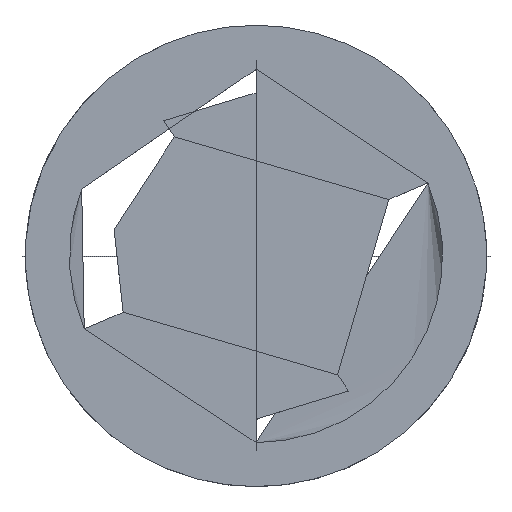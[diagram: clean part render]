
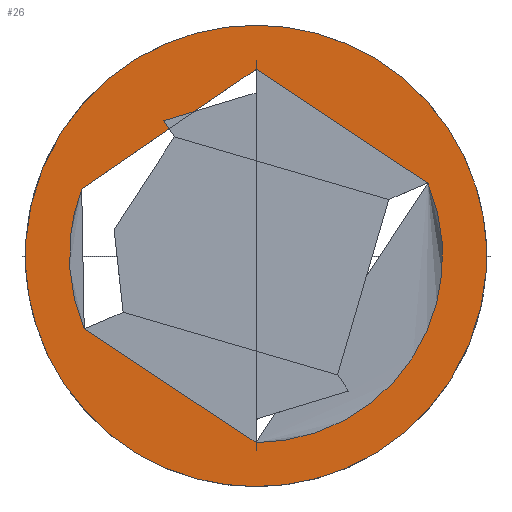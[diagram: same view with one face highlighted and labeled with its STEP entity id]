
A CAD part, top view. The second image highlights one B-rep face of the part: STEP entity #26.
In plain terms, the highlighted planar face has unit normal (0, 0, 1).
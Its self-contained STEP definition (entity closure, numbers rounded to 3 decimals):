
#21=FACE_BOUND('',#167,.T.);
#26=ADVANCED_FACE('',(#96,#21),#905,.T.);
#96=FACE_OUTER_BOUND('',#166,.T.);
#166=EDGE_LOOP('',(#243,#244));
#167=EDGE_LOOP('',(#245,#246,#247,#248,#249));
#243=ORIENTED_EDGE('',*,*,#683,.F.);
#244=ORIENTED_EDGE('',*,*,#565,.F.);
#245=ORIENTED_EDGE('',*,*,#569,.T.);
#246=ORIENTED_EDGE('',*,*,#566,.T.);
#247=ORIENTED_EDGE('',*,*,#568,.T.);
#248=ORIENTED_EDGE('',*,*,#567,.T.);
#249=ORIENTED_EDGE('',*,*,#570,.T.);
#565=EDGE_CURVE('',#798,#868,#973,.T.);
#566=EDGE_CURVE('',#801,#802,#974,.T.);
#567=EDGE_CURVE('',#800,#803,#975,.T.);
#568=EDGE_CURVE('',#802,#800,#976,.T.);
#569=EDGE_CURVE('',#804,#801,#977,.T.);
#570=EDGE_CURVE('',#803,#804,#978,.T.);
#683=EDGE_CURVE('',#868,#798,#1036,.T.);
#798=VERTEX_POINT('',#1628);
#800=VERTEX_POINT('',#1630);
#801=VERTEX_POINT('',#1631);
#802=VERTEX_POINT('',#1632);
#803=VERTEX_POINT('',#1633);
#804=VERTEX_POINT('',#1634);
#868=VERTEX_POINT('',#1698);
#905=PLANE('',#1171);
#973=(
BOUNDED_CURVE()
B_SPLINE_CURVE(2,(#1713,#1714,#1715,#1716,#1717),.UNSPECIFIED.,.F.,.F.)
B_SPLINE_CURVE_WITH_KNOTS((3,2,3),(-130.068,-97.551,
-65.034),.UNSPECIFIED.)
CURVE()
GEOMETRIC_REPRESENTATION_ITEM()
RATIONAL_B_SPLINE_CURVE((1.,0.707,1.,0.707,1.))
REPRESENTATION_ITEM('')
);
#974=(
BOUNDED_CURVE()
B_SPLINE_CURVE(2,(#1718,#1719,#1720,#1721,#1722),.UNSPECIFIED.,.F.,.F.)
B_SPLINE_CURVE_WITH_KNOTS((3,2,3),(-85.324,-78.935,
-65.491),.UNSPECIFIED.)
CURVE()
GEOMETRIC_REPRESENTATION_ITEM()
RATIONAL_B_SPLINE_CURVE((1.,0.983,1.,0.92,1.))
REPRESENTATION_ITEM('')
);
#975=(
BOUNDED_CURVE()
B_SPLINE_CURVE(2,(#1723,#1724,#1725,#1726,#1727),.UNSPECIFIED.,.F.,.F.)
B_SPLINE_CURVE_WITH_KNOTS((3,2,3),(-32.701,-26.312,
-12.862),.UNSPECIFIED.)
CURVE()
GEOMETRIC_REPRESENTATION_ITEM()
RATIONAL_B_SPLINE_CURVE((1.,0.983,1.,0.92,1.))
REPRESENTATION_ITEM('')
);
#976=(
BOUNDED_CURVE()
B_SPLINE_CURVE(2,(#1728,#1729,#1730,#1731,#1732),.UNSPECIFIED.,.F.,.F.)
B_SPLINE_CURVE_WITH_KNOTS((3,2,3),(-65.491,-52.623,-32.701),
 .UNSPECIFIED.)
CURVE()
GEOMETRIC_REPRESENTATION_ITEM()
RATIONAL_B_SPLINE_CURVE((1.,0.927,1.,0.824,1.))
REPRESENTATION_ITEM('')
);
#977=(
BOUNDED_CURVE()
B_SPLINE_CURVE(2,(#1733,#1734,#1735),.UNSPECIFIED.,.F.,.F.)
B_SPLINE_CURVE_WITH_KNOTS((3,3),(-105.247,-85.324),
 .UNSPECIFIED.)
CURVE()
GEOMETRIC_REPRESENTATION_ITEM()
RATIONAL_B_SPLINE_CURVE((1.,0.824,1.))
REPRESENTATION_ITEM('')
);
#978=(
BOUNDED_CURVE()
B_SPLINE_CURVE(2,(#1736,#1737,#1738),.UNSPECIFIED.,.F.,.F.)
B_SPLINE_CURVE_WITH_KNOTS((3,3),(-12.862,0.),.UNSPECIFIED.)
CURVE()
GEOMETRIC_REPRESENTATION_ITEM()
RATIONAL_B_SPLINE_CURVE((1.,0.927,1.))
REPRESENTATION_ITEM('')
);
#1036=(
BOUNDED_CURVE()
B_SPLINE_CURVE(2,(#2161,#2162,#2163,#2164,#2165),.UNSPECIFIED.,.F.,.F.)
B_SPLINE_CURVE_WITH_KNOTS((3,2,3),(-65.034,-32.517,
0.),.UNSPECIFIED.)
CURVE()
GEOMETRIC_REPRESENTATION_ITEM()
RATIONAL_B_SPLINE_CURVE((1.,0.707,1.,0.707,1.))
REPRESENTATION_ITEM('')
);
#1171=AXIS2_PLACEMENT_3D('',#1406,#1232,$);
#1232=DIRECTION('',(0.,0.,1.));
#1406=CARTESIAN_POINT('',(-22.459,-22.459,4.049));
#1628=CARTESIAN_POINT('',(-20.656,1.363,4.049));
#1630=CARTESIAN_POINT('',(0.001,-16.752,4.049));
#1631=CARTESIAN_POINT('',(0.001,16.749,4.049));
#1632=CARTESIAN_POINT('',(15.419,6.547,4.049));
#1633=CARTESIAN_POINT('',(-15.418,-6.544,4.049));
#1634=CARTESIAN_POINT('',(-15.642,5.987,4.049));
#1698=CARTESIAN_POINT('',(20.656,-1.363,4.049));
#1713=CARTESIAN_POINT('',(-20.656,1.363,4.049));
#1714=CARTESIAN_POINT('',(-19.293,22.019,4.049));
#1715=CARTESIAN_POINT('',(1.363,20.656,4.049));
#1716=CARTESIAN_POINT('',(22.019,19.293,4.049));
#1717=CARTESIAN_POINT('',(20.656,-1.363,4.049));
#1718=CARTESIAN_POINT('',(0.001,16.749,4.049));
#1719=CARTESIAN_POINT('',(3.098,16.749,4.049));
#1720=CARTESIAN_POINT('',(5.99,15.642,4.049));
#1721=CARTESIAN_POINT('',(12.636,13.098,4.049));
#1722=CARTESIAN_POINT('',(15.419,6.547,4.049));
#1723=CARTESIAN_POINT('',(0.001,-16.752,4.049));
#1724=CARTESIAN_POINT('',(-3.095,-16.752,4.049));
#1725=CARTESIAN_POINT('',(-5.987,-15.645,4.049));
#1726=CARTESIAN_POINT('',(-12.637,-13.099,4.049));
#1727=CARTESIAN_POINT('',(-15.418,-6.544,4.049));
#1728=CARTESIAN_POINT('',(15.419,6.547,4.049));
#1729=CARTESIAN_POINT('',(18.062,0.325,4.049));
#1730=CARTESIAN_POINT('',(15.645,-5.989,4.049));
#1731=CARTESIAN_POINT('',(11.525,-16.752,4.049));
#1732=CARTESIAN_POINT('',(0.001,-16.752,4.049));
#1733=CARTESIAN_POINT('',(-15.642,5.987,4.049));
#1734=CARTESIAN_POINT('',(-11.522,16.749,4.049));
#1735=CARTESIAN_POINT('',(0.001,16.749,4.049));
#1736=CARTESIAN_POINT('',(-15.418,-6.544,4.049));
#1737=CARTESIAN_POINT('',(-18.058,-0.324,4.049));
#1738=CARTESIAN_POINT('',(-15.642,5.987,4.049));
#2161=CARTESIAN_POINT('',(20.656,-1.363,4.049));
#2162=CARTESIAN_POINT('',(19.293,-22.019,4.049));
#2163=CARTESIAN_POINT('',(-1.363,-20.656,4.049));
#2164=CARTESIAN_POINT('',(-22.019,-19.293,4.049));
#2165=CARTESIAN_POINT('',(-20.656,1.363,4.049));
